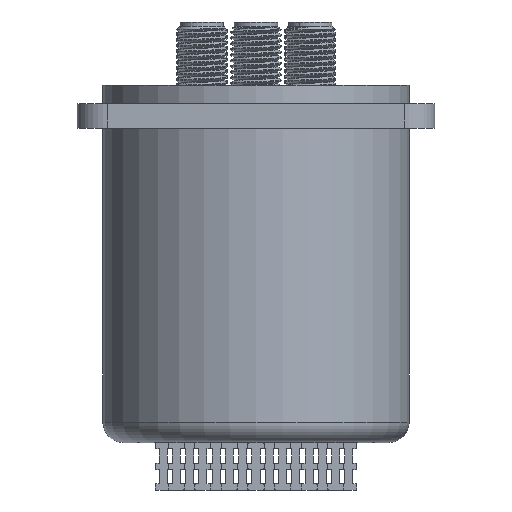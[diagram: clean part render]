
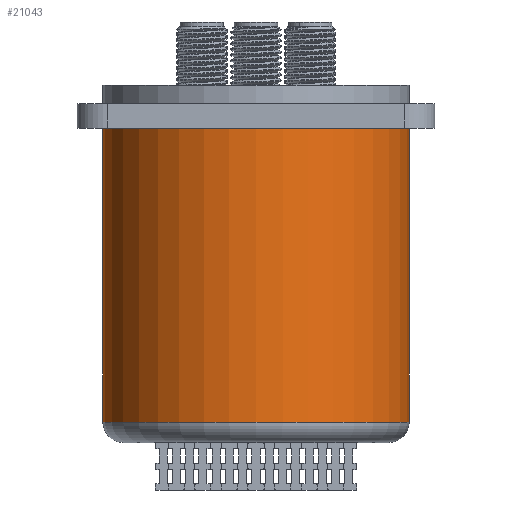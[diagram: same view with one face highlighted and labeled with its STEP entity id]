
A CAD part, front view. The second image highlights one B-rep face of the part: STEP entity #21043.
In plain terms, the highlighted cylindrical face has radius 19.05 mm (diameter 38.1 mm), a partial arc.
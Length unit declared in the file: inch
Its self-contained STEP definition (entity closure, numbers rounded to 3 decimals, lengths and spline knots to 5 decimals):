
#474 = DIRECTION ( 'NONE',  ( 1., 0., 0. ) ) ;
#2338 = DIRECTION ( 'NONE',  ( 1., 0., 0. ) ) ;
#3580 = CARTESIAN_POINT ( 'NONE',  ( 0.75, 0., -0.21 ) ) ;
#3976 = LINE ( 'NONE', #20642, #33150 ) ;
#7384 = EDGE_CURVE ( 'NONE', #10504, #11104, #3976, .T. ) ;
#8365 = DIRECTION ( 'NONE',  ( 0., 0., 1. ) ) ;
#9728 = CARTESIAN_POINT ( 'NONE',  ( 0., 0., -1.75 ) ) ;
#9857 = CYLINDRICAL_SURFACE ( 'NONE', #29501, 0.75 ) ;
#9909 = ORIENTED_EDGE ( 'NONE', *, *, #7384, .T. ) ;
#10504 = VERTEX_POINT ( 'NONE', #18469 ) ;
#11104 = VERTEX_POINT ( 'NONE', #3580 ) ;
#11718 = DIRECTION ( 'NONE',  ( 0., 0., 1. ) ) ;
#11835 = CIRCLE ( 'NONE', #40692, 0.75 ) ;
#13333 = AXIS2_PLACEMENT_3D ( 'NONE', #33650, #8365, #474 ) ;
#15024 = VERTEX_POINT ( 'NONE', #38265 ) ;
#16706 = EDGE_CURVE ( 'NONE', #46236, #11104, #11835, .T. ) ;
#17716 = CIRCLE ( 'NONE', #13333, 0.75 ) ;
#18106 = DIRECTION ( 'NONE',  ( 0., 0., 1. ) ) ;
#18469 = CARTESIAN_POINT ( 'NONE',  ( 0.75, 0., -1.65 ) ) ;
#19208 = DIRECTION ( 'NONE',  ( -1., 0., 0. ) ) ;
#19728 = FACE_OUTER_BOUND ( 'NONE', #33416, .T. ) ;
#20642 = CARTESIAN_POINT ( 'NONE',  ( 0.75, 0., -1.75 ) ) ;
#21043 = ADVANCED_FACE ( 'NONE', ( #19728 ), #9857, .T. ) ;
#24391 = DIRECTION ( 'NONE',  ( 0., 0., 1. ) ) ;
#25627 = ORIENTED_EDGE ( 'NONE', *, *, #16706, .F. ) ;
#29501 = AXIS2_PLACEMENT_3D ( 'NONE', #9728, #39683, #2338 ) ;
#30282 = CARTESIAN_POINT ( 'NONE',  ( 0., 0., -0.21 ) ) ;
#30461 = LINE ( 'NONE', #43893, #36882 ) ;
#31730 = CARTESIAN_POINT ( 'NONE',  ( -0.75, 0., -0.21 ) ) ;
#31803 = ORIENTED_EDGE ( 'NONE', *, *, #41205, .F. ) ;
#33150 = VECTOR ( 'NONE', #24391, 39.37008 ) ;
#33416 = EDGE_LOOP ( 'NONE', ( #31803, #46981, #9909, #25627 ) ) ;
#33650 = CARTESIAN_POINT ( 'NONE',  ( 0., 0., -1.65 ) ) ;
#36882 = VECTOR ( 'NONE', #18106, 39.37008 ) ;
#38265 = CARTESIAN_POINT ( 'NONE',  ( -0.75, 0., -1.65 ) ) ;
#39683 = DIRECTION ( 'NONE',  ( 0., 0., 1. ) ) ;
#40692 = AXIS2_PLACEMENT_3D ( 'NONE', #30282, #11718, #19208 ) ;
#41205 = EDGE_CURVE ( 'NONE', #15024, #46236, #30461, .T. ) ;
#43893 = CARTESIAN_POINT ( 'NONE',  ( -0.75, 0., -1.75 ) ) ;
#45143 = EDGE_CURVE ( 'NONE', #15024, #10504, #17716, .T. ) ;
#46236 = VERTEX_POINT ( 'NONE', #31730 ) ;
#46981 = ORIENTED_EDGE ( 'NONE', *, *, #45143, .T. ) ;
